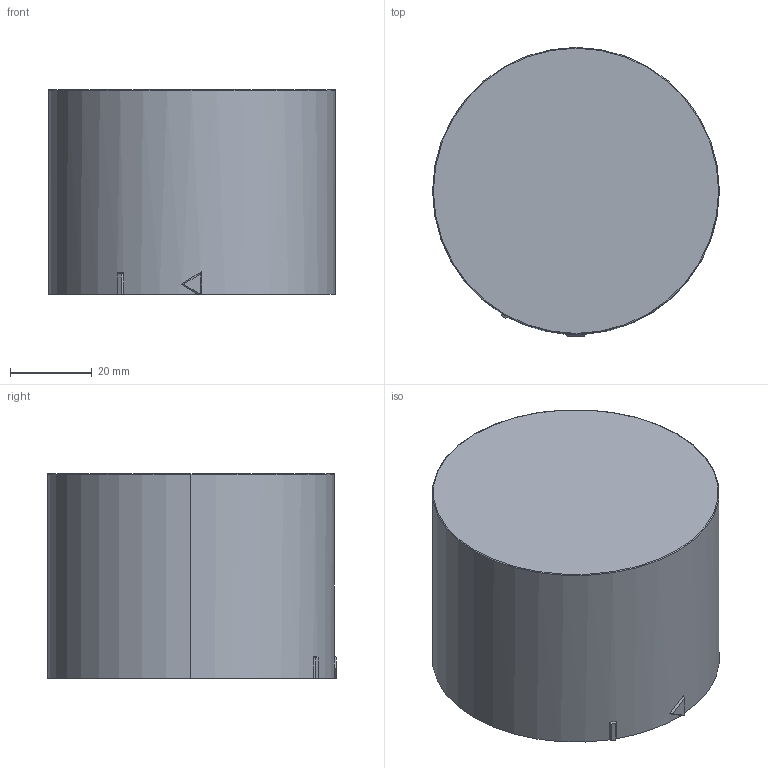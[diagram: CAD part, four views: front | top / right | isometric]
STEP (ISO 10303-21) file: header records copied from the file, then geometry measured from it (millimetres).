
FILE_DESCRIPTION (( 'STEP AP203' ), '1' );
FILE_NAME ('MODULE-MG70-WBZ.STEP', '2020-12-29T02:37:24', ( '' ), ( '' ), 'SwSTEP 2.0', 'SolidWorks 2019', '' );
FILE_SCHEMA (( 'CONFIG_CONTROL_DESIGN' ));
Length unit declared in the file: millimetre
Products named in the file (7): MODULE-MG70-WBZ; QTG70-规荐何历葛碘 弊肺宏 REV1; QTG-憶瞪睡盪; QTG50-睡盪鐘お煤晦っ; QTG70-规荐何历 荤免宏扼南 REV1; QTG50-BZ-LDB-CONB晦っ撮お; M3x6 PEACE BOLT
Assembly tree (8 placements, depth 2):
  MODULE-MG70-WBZ
    QTG50-BZ-LDB-CONB晦っ撮お
    QTG50-睡盪鐘お煤晦っ
    QTG-憶瞪睡盪
    QTG70-规荐何历葛碘 弊肺宏 REV1
    QTG70-规荐何历 荤免宏扼南 REV1
    M3x6 PEACE BOLT  x3
Bounding box: 70 x 70.5 x 50 mm (x, y, z)
Volume: 126904.9 mm3; surface area: 41313.5 mm2
Topology: 8 solids, 9 shells, 387 faces, 1017 edges, 664 vertices
Faces by surface type: plane 248, cylinder 89, cone 26, torus 24
Entity records: 11212 total; most frequent: CARTESIAN_POINT 2013, DIRECTION 1787, ORIENTED_EDGE 1754, EDGE_CURVE 877, AXIS2_PLACEMENT_3D 611, VERTEX_POINT 576, LINE 565, VECTOR 565
